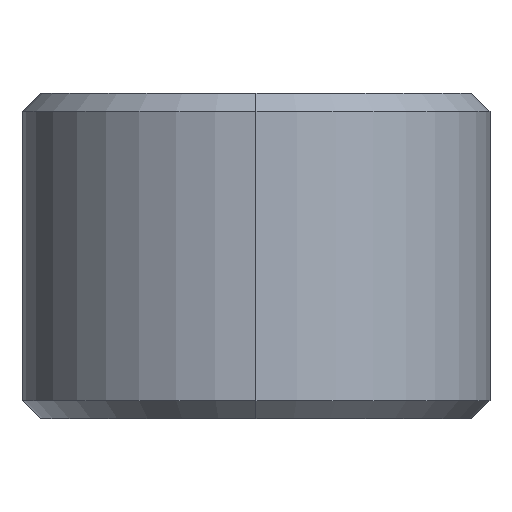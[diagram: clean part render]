
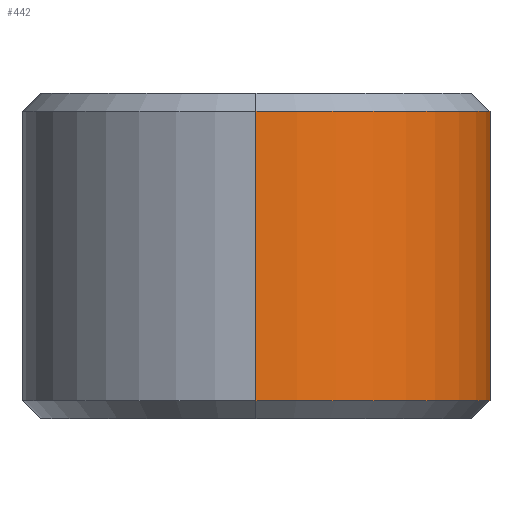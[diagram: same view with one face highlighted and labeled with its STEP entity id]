
A CAD part, left-side view. The second image highlights one B-rep face of the part: STEP entity #442.
In plain terms, the highlighted cylindrical face has radius 12.95 mm (diameter 25.9 mm), a partial arc.
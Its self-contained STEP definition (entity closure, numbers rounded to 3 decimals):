
#325=CARTESIAN_POINT('Vertex',(-2.767,-8.,0.)) ;
#329=CARTESIAN_POINT('Control Point',(-2.767,-8.,0.)) ;
#330=CARTESIAN_POINT('Control Point',(-2.767,-8.,-0.87)) ;
#331=CARTESIAN_POINT('Control Point',(-2.674,-7.882,-1.74)) ;
#332=CARTESIAN_POINT('Control Point',(-2.488,-7.646,-2.572)) ;
#333=CARTESIAN_POINT('Control Point',(-2.04,-7.017,-4.038)) ;
#334=CARTESIAN_POINT('Control Point',(-1.495,-6.074,-5.282)) ;
#335=CARTESIAN_POINT('Control Point',(-1.234,-5.567,-5.815)) ;
#336=CARTESIAN_POINT('Control Point',(-0.684,-4.31,-6.865)) ;
#337=CARTESIAN_POINT('Control Point',(-0.258,-2.79,-7.583)) ;
#338=CARTESIAN_POINT('Control Point',(-0.086,-1.886,-7.861)) ;
#339=CARTESIAN_POINT('Control Point',(0.,-0.943,-8.)) ;
#340=CARTESIAN_POINT('Control Point',(0.,0.,-8.)) ;
#341=CARTESIAN_POINT('Vertex',(0.,0.,-8.)) ;
#386=CARTESIAN_POINT('Vertex',(0.,0.,8.)) ;
#390=CARTESIAN_POINT('Control Point',(-2.767,-8.,0.)) ;
#391=CARTESIAN_POINT('Control Point',(-2.767,-8.,0.87)) ;
#392=CARTESIAN_POINT('Control Point',(-2.674,-7.882,1.74)) ;
#393=CARTESIAN_POINT('Control Point',(-2.488,-7.646,2.572)) ;
#394=CARTESIAN_POINT('Control Point',(-2.04,-7.017,4.038)) ;
#395=CARTESIAN_POINT('Control Point',(-1.495,-6.074,5.282)) ;
#396=CARTESIAN_POINT('Control Point',(-1.234,-5.567,5.815)) ;
#397=CARTESIAN_POINT('Control Point',(-0.684,-4.31,6.865)) ;
#398=CARTESIAN_POINT('Control Point',(-0.258,-2.79,7.583)) ;
#399=CARTESIAN_POINT('Control Point',(-0.086,-1.886,7.861)) ;
#400=CARTESIAN_POINT('Control Point',(0.,-0.943,8.)) ;
#401=CARTESIAN_POINT('Control Point',(0.,0.,8.)) ;
#411=CARTESIAN_POINT('Axis2P3D Location',(-12.95,0.,0.)) ;
#416=CARTESIAN_POINT('Axis2P3D Location',(-12.95,0.,8.)) ;
#420=CARTESIAN_POINT('Vertex',(-25.9,0.,8.)) ;
#423=CARTESIAN_POINT('Line Origine',(-25.9,0.,0.)) ;
#427=CARTESIAN_POINT('Vertex',(-25.9,0.,-8.)) ;
#430=CARTESIAN_POINT('Axis2P3D Location',(-12.95,0.,-8.)) ;
#412=DIRECTION('Axis2P3D Direction',(0.,0.,1.)) ;
#413=DIRECTION('Axis2P3D XDirection',(1.,0.,0.)) ;
#417=DIRECTION('Axis2P3D Direction',(0.,0.,1.)) ;
#424=DIRECTION('Vector Direction',(0.,0.,1.)) ;
#431=DIRECTION('Axis2P3D Direction',(0.,0.,1.)) ;
#414=AXIS2_PLACEMENT_3D('Cylinder Axis2P3D',#411,#412,#413) ;
#418=AXIS2_PLACEMENT_3D('Circle Axis2P3D',#416,#417,$) ;
#432=AXIS2_PLACEMENT_3D('Circle Axis2P3D',#430,#431,$) ;
#436=ORIENTED_EDGE('',*,*,#343,.F.) ;
#437=ORIENTED_EDGE('',*,*,#402,.T.) ;
#438=ORIENTED_EDGE('',*,*,#422,.F.) ;
#439=ORIENTED_EDGE('',*,*,#429,.F.) ;
#440=ORIENTED_EDGE('',*,*,#434,.T.) ;
#425=VECTOR('Line Direction',#424,1.) ;
#442=ADVANCED_FACE('',(#441),#415,.T.) ;
#328=B_SPLINE_CURVE_WITH_KNOTS('',5,(#329,#330,#331,#332,#333,#334,#335,#336,#337,#338,#339,#340),.UNSPECIFIED.,.F.,.U.,(6,3,3,6),(0.,6.15,11.62,18.289),.UNSPECIFIED.) ;
#389=B_SPLINE_CURVE_WITH_KNOTS('',5,(#390,#391,#392,#393,#394,#395,#396,#397,#398,#399,#400,#401),.UNSPECIFIED.,.F.,.U.,(6,3,3,6),(0.,6.15,11.62,18.289),.UNSPECIFIED.) ;
#419=CIRCLE('generated circle',#418,12.95) ;
#433=CIRCLE('generated circle',#432,12.95) ;
#415=CYLINDRICAL_SURFACE('generated cylinder',#414,12.95) ;
#343=EDGE_CURVE('',#326,#342,#328,.T.) ;
#402=EDGE_CURVE('',#326,#387,#389,.T.) ;
#422=EDGE_CURVE('',#421,#387,#419,.T.) ;
#429=EDGE_CURVE('',#428,#421,#426,.T.) ;
#434=EDGE_CURVE('',#428,#342,#433,.T.) ;
#435=EDGE_LOOP('',(#436,#437,#438,#439,#440)) ;
#441=FACE_OUTER_BOUND('',#435,.T.) ;
#426=LINE('Line',#423,#425) ;
#326=VERTEX_POINT('',#325) ;
#342=VERTEX_POINT('',#341) ;
#387=VERTEX_POINT('',#386) ;
#421=VERTEX_POINT('',#420) ;
#428=VERTEX_POINT('',#427) ;
